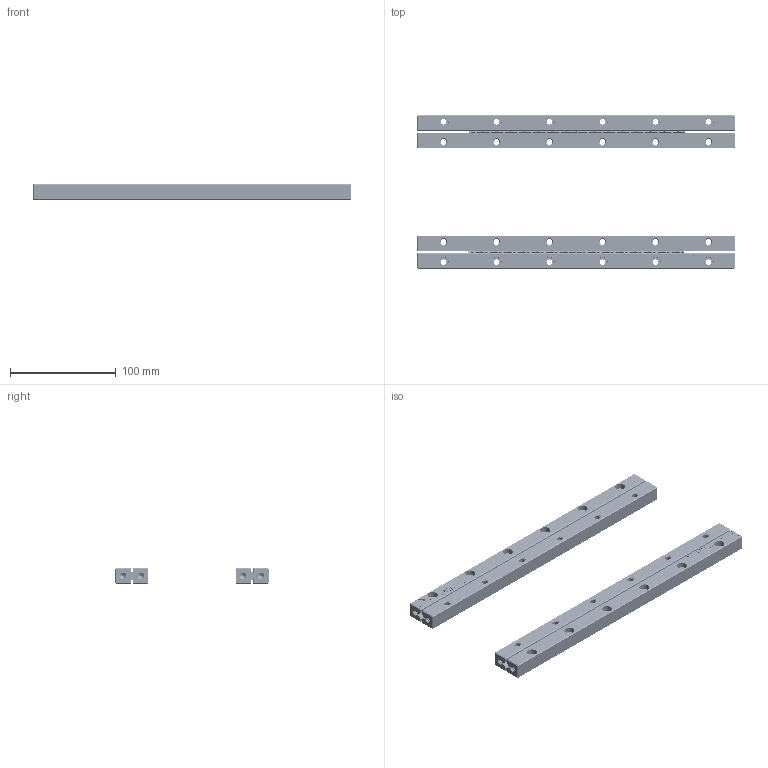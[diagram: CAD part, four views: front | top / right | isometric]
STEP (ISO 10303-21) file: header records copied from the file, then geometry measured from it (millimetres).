
FILE_DESCRIPTION(/* description */ (''),/* implementation_level */ '2;1');
FILE_NAME(/* name */ 'Set RSDE 6300x28KRE-ACC_stp_stp_stp.stp',/* time_stamp */ '2025-05-14T15:44:39+02:00',/* author */ (''),/* organization */ (''),/* preprocessor_version */ 'ST-DEVELOPER v16.7',/* originating_system */ 'SIEMENS PLM Software NX 12.0',/* authorisation */ '');
FILE_SCHEMA (('AUTOMOTIVE_DESIGN { 1 0 10303 214 3 1 1 1 }'));
Products named in the file (1): Set RSDE 6300x28KRE-ACC_stp_stp_stp
Bounding box: 300 x 144.4 x 15.04 mm (x, y, z)
Volume: 243459.2 mm3; surface area: 112181.1 mm2
Topology: 72 solids, 72 shells, 6205 faces, 17000 edges, 11155 vertices
Faces by surface type: plane 3216, cylinder 1828, bspline 584, cone 308, torus 145, extrusion 124
Full cylindrical faces by diameter (mm): 0.8 x240, 2 x8, 4 x56, 4.3 x8, 5.2 x32, 6 x56, 9.5 x24
Entity records: 209054 total; most frequent: CARTESIAN_POINT 48873, ORIENTED_EDGE 32136, DIRECTION 28950, EDGE_CURVE 16068, VERTEX_POINT 10996, VECTOR 10300, LINE 10176, AXIS2_PLACEMENT_3D 9325
